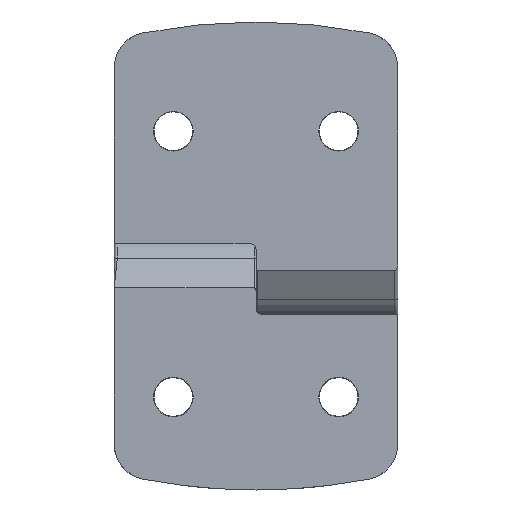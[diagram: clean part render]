
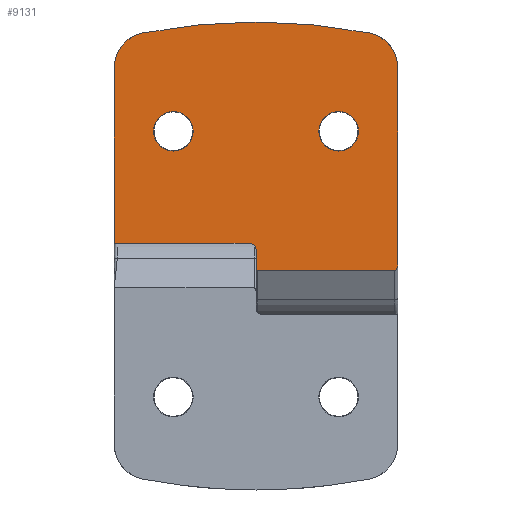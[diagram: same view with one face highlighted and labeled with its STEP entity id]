
A CAD part, front view. The second image highlights one B-rep face of the part: STEP entity #9131.
In plain terms, the highlighted planar face has unit normal (0, -1, 0).
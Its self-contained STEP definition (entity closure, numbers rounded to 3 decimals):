
#207 = EDGE_CURVE ( 'NONE', #2167, #1649, #4068, .T. ) ;
#266 = CARTESIAN_POINT ( 'NONE',  ( 13.382, -16.288, 45.543 ) ) ;
#412 = DIRECTION ( 'NONE',  ( 1., 0., 0. ) ) ;
#477 = FACE_OUTER_BOUND ( 'NONE', #7373, .T. ) ;
#597 = DIRECTION ( 'NONE',  ( 1., 0., 0. ) ) ;
#617 = CARTESIAN_POINT ( 'NONE',  ( 30.882, -16.288, 21.959 ) ) ;
#692 = DIRECTION ( 'NONE',  ( 0., 1., 0. ) ) ;
#693 = VERTEX_POINT ( 'NONE', #7036 ) ;
#793 = VECTOR ( 'NONE', #2384, 1000. ) ;
#821 = DIRECTION ( 'NONE',  ( 0., 1., 0. ) ) ;
#880 = EDGE_LOOP ( 'NONE', ( #8213, #6994 ) ) ;
#888 = VERTEX_POINT ( 'NONE', #7923 ) ;
#930 = ORIENTED_EDGE ( 'NONE', *, *, #2257, .T. ) ;
#951 = DIRECTION ( 'NONE',  ( 0., 0., -1. ) ) ;
#1024 = EDGE_CURVE ( 'NONE', #2552, #3391, #6067, .T. ) ;
#1067 = CARTESIAN_POINT ( 'NONE',  ( 23.382, -16.288, 22.373 ) ) ;
#1356 = AXIS2_PLACEMENT_3D ( 'NONE', #4964, #692, #5716 ) ;
#1649 = VERTEX_POINT ( 'NONE', #2489 ) ;
#1660 = VERTEX_POINT ( 'NONE', #5208 ) ;
#1719 = EDGE_CURVE ( 'NONE', #2667, #6407, #2773, .T. ) ;
#1834 = ORIENTED_EDGE ( 'NONE', *, *, #3612, .T. ) ;
#1863 = EDGE_LOOP ( 'NONE', ( #4643, #8506 ) ) ;
#1880 = LINE ( 'NONE', #9066, #7561 ) ;
#1921 = EDGE_CURVE ( 'NONE', #693, #1660, #7235, .T. ) ;
#1947 = ORIENTED_EDGE ( 'NONE', *, *, #207, .T. ) ;
#2093 = VERTEX_POINT ( 'NONE', #8934 ) ;
#2097 = CARTESIAN_POINT ( 'NONE',  ( 13.382, -16.288, 42.186 ) ) ;
#2109 = ORIENTED_EDGE ( 'NONE', *, *, #4429, .T. ) ;
#2111 = CARTESIAN_POINT ( 'NONE',  ( -0.618, -16.288, 25.503 ) ) ;
#2167 = VERTEX_POINT ( 'NONE', #4518 ) ;
#2197 = ORIENTED_EDGE ( 'NONE', *, *, #1719, .T. ) ;
#2232 = VERTEX_POINT ( 'NONE', #8764 ) ;
#2257 = EDGE_CURVE ( 'NONE', #7851, #2093, #1880, .T. ) ;
#2374 = FACE_BOUND ( 'NONE', #880, .T. ) ;
#2384 = DIRECTION ( 'NONE',  ( 1., 0., 0. ) ) ;
#2423 = CARTESIAN_POINT ( 'NONE',  ( -0.494, -16.288, 21.959 ) ) ;
#2489 = CARTESIAN_POINT ( 'NONE',  ( 22.882, -16.288, 21.959 ) ) ;
#2552 = VERTEX_POINT ( 'NONE', #8097 ) ;
#2571 = CARTESIAN_POINT ( 'NONE',  ( 23.382, -16.288, 56.304 ) ) ;
#2592 = AXIS2_PLACEMENT_3D ( 'NONE', #3278, #8368, #3989 ) ;
#2667 = VERTEX_POINT ( 'NONE', #4715 ) ;
#2773 = LINE ( 'NONE', #8185, #793 ) ;
#2794 = VERTEX_POINT ( 'NONE', #2571 ) ;
#2875 = ORIENTED_EDGE ( 'NONE', *, *, #5480, .T. ) ;
#3212 = ORIENTED_EDGE ( 'NONE', *, *, #7269, .F. ) ;
#3221 = CARTESIAN_POINT ( 'NONE',  ( 23.175, -16.288, 21.959 ) ) ;
#3229 = AXIS2_PLACEMENT_3D ( 'NONE', #9028, #4667, #412 ) ;
#3278 = CARTESIAN_POINT ( 'NONE',  ( 30.882, -16.288, 19.409 ) ) ;
#3391 = VERTEX_POINT ( 'NONE', #4648 ) ;
#3420 =( BOUNDED_CURVE ( )  B_SPLINE_CURVE ( 3, ( #7549, #4602, #3925, #9022 ),
 .UNSPECIFIED., .F., .T. ) 
 B_SPLINE_CURVE_WITH_KNOTS ( ( 4, 4 ),
 ( 3.142, 4.712 ),
 .UNSPECIFIED. ) 
 CURVE ( )  GEOMETRIC_REPRESENTATION_ITEM ( )  RATIONAL_B_SPLINE_CURVE ( ( 1., 0.805, 0.805, 1. ) ) 
 REPRESENTATION_ITEM ( '' )  );
#3561 = AXIS2_PLACEMENT_3D ( 'NONE', #5413, #5384, #5539 ) ;
#3612 = EDGE_CURVE ( 'NONE', #6262, #693, #3945, .T. ) ;
#3885 = CARTESIAN_POINT ( 'NONE',  ( -24.618, -16.288, 19.409 ) ) ;
#3925 = CARTESIAN_POINT ( 'NONE',  ( -0.618, -16.288, 26.112 ) ) ;
#3945 = CIRCLE ( 'NONE', #6283, 100. ) ;
#3953 = DIRECTION ( 'NONE',  ( 0., 0., -1. ) ) ;
#3989 = DIRECTION ( 'NONE',  ( 1., 0., 0. ) ) ;
#4059 = VECTOR ( 'NONE', #597, 1000. ) ;
#4068 = LINE ( 'NONE', #617, #4059 ) ;
#4127 = DIRECTION ( 'NONE',  ( 0., 1., 0. ) ) ;
#4309 = CARTESIAN_POINT ( 'NONE',  ( -14.618, -16.288, 45.543 ) ) ;
#4429 = EDGE_CURVE ( 'NONE', #888, #2794, #7586, .T. ) ;
#4518 = CARTESIAN_POINT ( 'NONE',  ( -0.318, -16.288, 21.959 ) ) ;
#4540 = CARTESIAN_POINT ( 'NONE',  ( 23.382, -16.288, 19.409 ) ) ;
#4572 = CARTESIAN_POINT ( 'NONE',  ( -0.618, -16.288, 22.559 ) ) ;
#4602 = CARTESIAN_POINT ( 'NONE',  ( -1.032, -16.288, 26.543 ) ) ;
#4643 = ORIENTED_EDGE ( 'NONE', *, *, #8019, .T. ) ;
#4648 = CARTESIAN_POINT ( 'NONE',  ( -14.618, -16.288, 42.186 ) ) ;
#4667 = DIRECTION ( 'NONE',  ( 0., -1., 0. ) ) ;
#4715 = CARTESIAN_POINT ( 'NONE',  ( -24.618, -16.288, 26.543 ) ) ;
#4762 = CARTESIAN_POINT ( 'NONE',  ( -0.618, -16.288, -35.957 ) ) ;
#4850 = ORIENTED_EDGE ( 'NONE', *, *, #7342, .T. ) ;
#4856 =( BOUNDED_CURVE ( )  B_SPLINE_CURVE ( 3, ( #6797, #2423, #8931, #4572 ),
 .UNSPECIFIED., .F., .F. ) 
 B_SPLINE_CURVE_WITH_KNOTS ( ( 4, 4 ),
 ( 0., 1.571 ),
 .UNSPECIFIED. ) 
 CURVE ( )  GEOMETRIC_REPRESENTATION_ITEM ( )  RATIONAL_B_SPLINE_CURVE ( ( 1., 0.805, 0.805, 1. ) ) 
 REPRESENTATION_ITEM ( '' )  );
#4877 = DIRECTION ( 'NONE',  ( 0., -1., 0. ) ) ;
#4918 = AXIS2_PLACEMENT_3D ( 'NONE', #266, #5253, #951 ) ;
#4964 = CARTESIAN_POINT ( 'NONE',  ( -14.618, -16.288, 45.543 ) ) ;
#4989 = DIRECTION ( 'NONE',  ( 1., 0., 0. ) ) ;
#5101 = CARTESIAN_POINT ( 'NONE',  ( 13.382, -16.288, 45.543 ) ) ;
#5208 = CARTESIAN_POINT ( 'NONE',  ( -24.618, -16.288, 56.304 ) ) ;
#5253 = DIRECTION ( 'NONE',  ( 0., 1., 0. ) ) ;
#5384 = DIRECTION ( 'NONE',  ( 0., -1., 0. ) ) ;
#5413 = CARTESIAN_POINT ( 'NONE',  ( -18.618, -16.288, 56.304 ) ) ;
#5480 = EDGE_CURVE ( 'NONE', #1660, #2667, #6468, .T. ) ;
#5527 = DIRECTION ( 'NONE',  ( 0., 0., 1. ) ) ;
#5539 = DIRECTION ( 'NONE',  ( 1., 0., 0. ) ) ;
#5716 = DIRECTION ( 'NONE',  ( 0., 0., -1. ) ) ;
#5852 = DIRECTION ( 'NONE',  ( 0., 0., -1. ) ) ;
#5858 = EDGE_CURVE ( 'NONE', #888, #1649, #7559, .T. ) ;
#5907 = ORIENTED_EDGE ( 'NONE', *, *, #8139, .T. ) ;
#6008 = FACE_BOUND ( 'NONE', #1863, .T. ) ;
#6067 = CIRCLE ( 'NONE', #6248, 3.358 ) ;
#6168 = DIRECTION ( 'NONE',  ( 0., 0., -1. ) ) ;
#6248 = AXIS2_PLACEMENT_3D ( 'NONE', #4309, #4127, #3953 ) ;
#6262 = VERTEX_POINT ( 'NONE', #7908 ) ;
#6283 = AXIS2_PLACEMENT_3D ( 'NONE', #4762, #4877, #4989 ) ;
#6407 = VERTEX_POINT ( 'NONE', #6630 ) ;
#6468 = LINE ( 'NONE', #3885, #8367 ) ;
#6630 = CARTESIAN_POINT ( 'NONE',  ( -1.618, -16.288, 26.543 ) ) ;
#6770 = EDGE_CURVE ( 'NONE', #3391, #2552, #8434, .T. ) ;
#6797 = CARTESIAN_POINT ( 'NONE',  ( -0.318, -16.288, 21.959 ) ) ;
#6850 = CIRCLE ( 'NONE', #3229, 6. ) ;
#6994 = ORIENTED_EDGE ( 'NONE', *, *, #1024, .T. ) ;
#7036 = CARTESIAN_POINT ( 'NONE',  ( -19.767, -16.288, 62.193 ) ) ;
#7235 = CIRCLE ( 'NONE', #3561, 6. ) ;
#7269 = EDGE_CURVE ( 'NONE', #2167, #2093, #4856, .T. ) ;
#7342 = EDGE_CURVE ( 'NONE', #6407, #7851, #3420, .T. ) ;
#7373 = EDGE_LOOP ( 'NONE', ( #2197, #4850, #930, #3212, #1947, #9049, #2109, #5907, #1834, #8238, #2875 ) ) ;
#7392 = DIRECTION ( 'NONE',  ( 0., 0., -1. ) ) ;
#7549 = CARTESIAN_POINT ( 'NONE',  ( -1.618, -16.288, 26.543 ) ) ;
#7559 =( BOUNDED_CURVE ( )  B_SPLINE_CURVE ( 3, ( #8992, #1067, #3221, #8318 ),
 .UNSPECIFIED., .F., .F. ) 
 B_SPLINE_CURVE_WITH_KNOTS ( ( 4, 4 ),
 ( 4.712, 6.283 ),
 .UNSPECIFIED. ) 
 CURVE ( )  GEOMETRIC_REPRESENTATION_ITEM ( )  RATIONAL_B_SPLINE_CURVE ( ( 1., 0.805, 0.805, 1. ) ) 
 REPRESENTATION_ITEM ( '' )  );
#7561 = VECTOR ( 'NONE', #7392, 1000. ) ;
#7586 = LINE ( 'NONE', #4540, #9219 ) ;
#7639 = PLANE ( 'NONE',  #2592 ) ;
#7829 = CIRCLE ( 'NONE', #4918, 3.358 ) ;
#7851 = VERTEX_POINT ( 'NONE', #2111 ) ;
#7908 = CARTESIAN_POINT ( 'NONE',  ( 18.531, -16.288, 62.193 ) ) ;
#7923 = CARTESIAN_POINT ( 'NONE',  ( 23.382, -16.288, 22.959 ) ) ;
#8019 = EDGE_CURVE ( 'NONE', #8471, #2232, #8095, .T. ) ;
#8095 = CIRCLE ( 'NONE', #8942, 3.358 ) ;
#8097 = CARTESIAN_POINT ( 'NONE',  ( -14.618, -16.288, 48.901 ) ) ;
#8139 = EDGE_CURVE ( 'NONE', #2794, #6262, #6850, .T. ) ;
#8185 = CARTESIAN_POINT ( 'NONE',  ( 30.882, -16.288, 26.543 ) ) ;
#8213 = ORIENTED_EDGE ( 'NONE', *, *, #6770, .T. ) ;
#8238 = ORIENTED_EDGE ( 'NONE', *, *, #1921, .T. ) ;
#8318 = CARTESIAN_POINT ( 'NONE',  ( 22.882, -16.288, 21.959 ) ) ;
#8367 = VECTOR ( 'NONE', #6168, 1000. ) ;
#8368 = DIRECTION ( 'NONE',  ( 0., -1., 0. ) ) ;
#8434 = CIRCLE ( 'NONE', #1356, 3.358 ) ;
#8471 = VERTEX_POINT ( 'NONE', #2097 ) ;
#8506 = ORIENTED_EDGE ( 'NONE', *, *, #8948, .T. ) ;
#8764 = CARTESIAN_POINT ( 'NONE',  ( 13.382, -16.288, 48.901 ) ) ;
#8931 = CARTESIAN_POINT ( 'NONE',  ( -0.618, -16.288, 22.207 ) ) ;
#8934 = CARTESIAN_POINT ( 'NONE',  ( -0.618, -16.288, 22.559 ) ) ;
#8942 = AXIS2_PLACEMENT_3D ( 'NONE', #5101, #821, #5852 ) ;
#8948 = EDGE_CURVE ( 'NONE', #2232, #8471, #7829, .T. ) ;
#8992 = CARTESIAN_POINT ( 'NONE',  ( 23.382, -16.288, 22.959 ) ) ;
#9022 = CARTESIAN_POINT ( 'NONE',  ( -0.618, -16.288, 25.503 ) ) ;
#9028 = CARTESIAN_POINT ( 'NONE',  ( 17.382, -16.288, 56.304 ) ) ;
#9049 = ORIENTED_EDGE ( 'NONE', *, *, #5858, .F. ) ;
#9066 = CARTESIAN_POINT ( 'NONE',  ( -0.618, -16.288, 19.409 ) ) ;
#9131 = ADVANCED_FACE ( 'NONE', ( #477, #2374, #6008 ), #7639, .T. ) ;
#9219 = VECTOR ( 'NONE', #5527, 1000. ) ;
